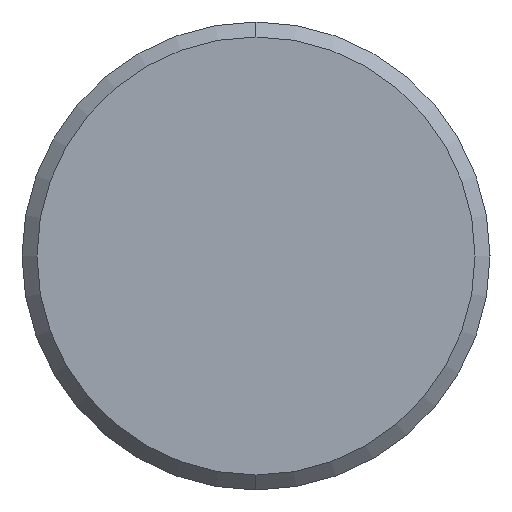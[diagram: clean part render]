
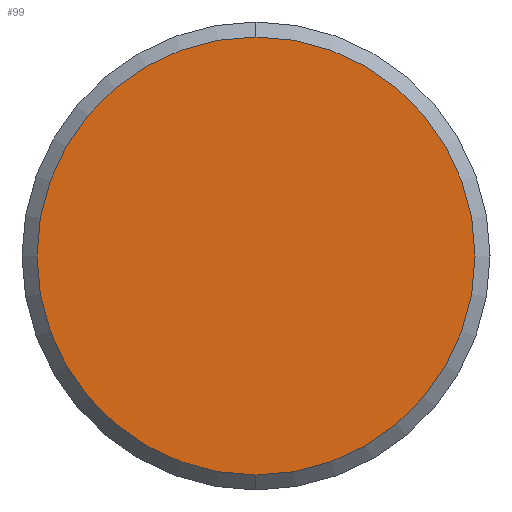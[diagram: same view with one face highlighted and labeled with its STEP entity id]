
A CAD part, left-side view. The second image highlights one B-rep face of the part: STEP entity #99.
In plain terms, the highlighted planar face has unit normal (-1, 0, 0).
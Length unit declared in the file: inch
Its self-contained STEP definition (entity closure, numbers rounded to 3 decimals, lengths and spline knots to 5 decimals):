
#99 = ADVANCED_FACE ( 'NONE', ( #2636 ), #988, .T. ) ;
#115 = CARTESIAN_POINT ( 'NONE',  ( 0., 0., -0.1461 ) ) ;
#262 = EDGE_CURVE ( 'NONE', #2402, #587, #1428, .T. ) ;
#360 = DIRECTION ( 'NONE',  ( 0., 0., 1. ) ) ;
#403 = CARTESIAN_POINT ( 'NONE',  ( 0., 0., 0. ) ) ;
#450 = CARTESIAN_POINT ( 'NONE',  ( 0., 0., 0.1461 ) ) ;
#587 = VERTEX_POINT ( 'NONE', #115 ) ;
#761 = DIRECTION ( 'NONE',  ( -1., 0., 0. ) ) ;
#855 = EDGE_CURVE ( 'NONE', #587, #2402, #2577, .T. ) ;
#869 = DIRECTION ( 'NONE',  ( -1., 0., 0. ) ) ;
#933 = ORIENTED_EDGE ( 'NONE', *, *, #262, .T. ) ;
#971 = CARTESIAN_POINT ( 'NONE',  ( 0., 0., 0. ) ) ;
#988 = PLANE ( 'NONE',  #2436 ) ;
#1009 = EDGE_LOOP ( 'NONE', ( #1088, #933 ) ) ;
#1053 = DIRECTION ( 'NONE',  ( -1., 0., 0. ) ) ;
#1088 = ORIENTED_EDGE ( 'NONE', *, *, #855, .T. ) ;
#1121 = DIRECTION ( 'NONE',  ( 0., 0., 1. ) ) ;
#1339 = AXIS2_PLACEMENT_3D ( 'NONE', #1945, #869, #2639 ) ;
#1428 = CIRCLE ( 'NONE', #2573, 0.1461 ) ;
#1945 = CARTESIAN_POINT ( 'NONE',  ( 0., 0., 0. ) ) ;
#2402 = VERTEX_POINT ( 'NONE', #450 ) ;
#2436 = AXIS2_PLACEMENT_3D ( 'NONE', #971, #761, #1121 ) ;
#2573 = AXIS2_PLACEMENT_3D ( 'NONE', #403, #1053, #360 ) ;
#2577 = CIRCLE ( 'NONE', #1339, 0.1461 ) ;
#2636 = FACE_OUTER_BOUND ( 'NONE', #1009, .T. ) ;
#2639 = DIRECTION ( 'NONE',  ( 0., 0., 1. ) ) ;
